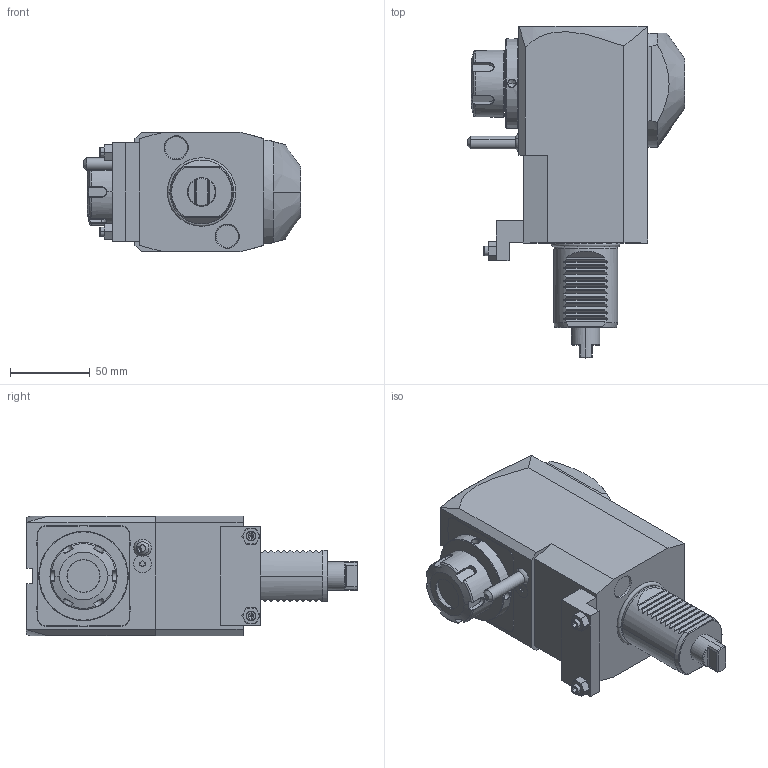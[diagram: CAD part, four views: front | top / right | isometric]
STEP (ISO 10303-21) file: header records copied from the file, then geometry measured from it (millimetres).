
FILE_DESCRIPTION((''),'2;1');
FILE_NAME('NGT1_40_221_25_2_3_100D','2023-03-13T',('vali'),('NOVA GRUP'),'PRO/ENGINEER BY PARAMETRIC TECHNOLOGY CORPORATION, 2010280','PRO/ENGINEER BY PARAMETRIC TECHNOLOGY CORPORATION, 2010280','');
FILE_SCHEMA(('CONFIG_CONTROL_DESIGN'));
Length unit declared in the file: millimetre
Products named in the file (1): NGT1_40_221_25_2_3_100D
Bounding box: 136.14 x 208 x 75 mm (x, y, z)
Volume: 992842.8 mm3; surface area: 77540.2 mm2
Topology: 1 solids, 1 shells, 445 faces, 1142 edges, 702 vertices
Faces by surface type: plane 208, cone 83, cylinder 82, bspline 54, torus 14, extrusion 2, sphere 2
Entity records: 18949 total; most frequent: CARTESIAN_POINT 9046, ORIENTED_EDGE 2244, DIRECTION 1714, EDGE_CURVE 1122, VERTEX_POINT 702, AXIS2_PLACEMENT_3D 589, VECTOR 536, LINE 534
